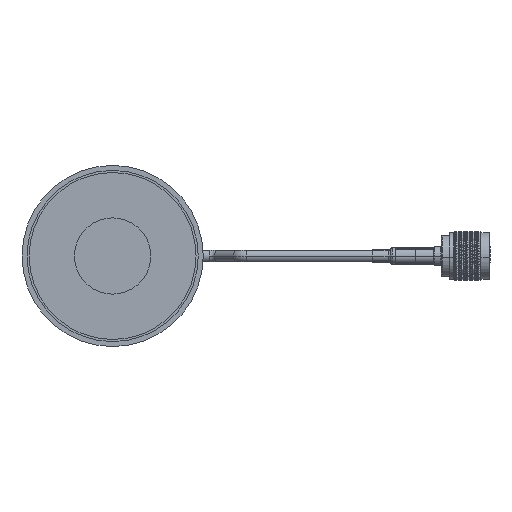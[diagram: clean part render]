
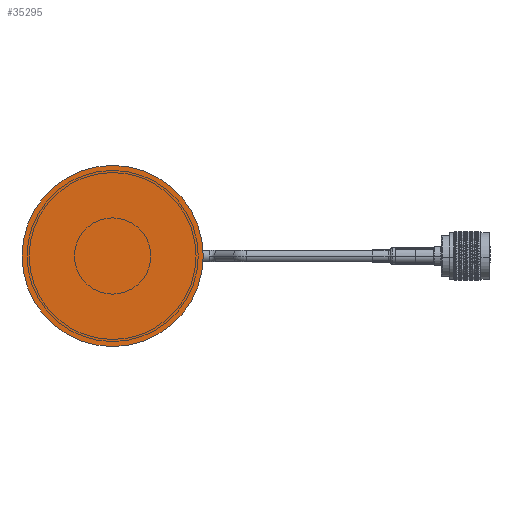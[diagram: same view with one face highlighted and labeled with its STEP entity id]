
A CAD part, front view. The second image highlights one B-rep face of the part: STEP entity #35295.
In plain terms, the highlighted planar face has unit normal (0, -1, 0).
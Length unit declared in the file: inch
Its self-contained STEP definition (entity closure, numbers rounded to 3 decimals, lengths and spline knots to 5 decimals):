
#1608 = PLANE ( 'NONE',  #104396 ) ;
#8276 = CARTESIAN_POINT ( 'NONE',  ( 0., -0.00984, -1.49606 ) ) ;
#9800 = EDGE_CURVE ( 'NONE', #80653, #15546, #14006, .T. ) ;
#10685 = DIRECTION ( 'NONE',  ( 0., 0., -1. ) ) ;
#11268 = DIRECTION ( 'NONE',  ( 0., 1., 0. ) ) ;
#14006 = CIRCLE ( 'NONE', #67205, 1.49606 ) ;
#15546 = VERTEX_POINT ( 'NONE', #8276 ) ;
#17255 = CIRCLE ( 'NONE', #32744, 1.49606 ) ;
#25521 = ORIENTED_EDGE ( 'NONE', *, *, #76559, .F. ) ;
#30783 = DIRECTION ( 'NONE',  ( 0., 0., -1. ) ) ;
#32744 = AXIS2_PLACEMENT_3D ( 'NONE', #51577, #84322, #10685 ) ;
#35295 = ADVANCED_FACE ( 'NONE', ( #60780 ), #1608, .F. ) ;
#51577 = CARTESIAN_POINT ( 'NONE',  ( 0., -0.00984, 0. ) ) ;
#60033 = EDGE_LOOP ( 'NONE', ( #25521, #84132 ) ) ;
#60780 = FACE_OUTER_BOUND ( 'NONE', #60033, .T. ) ;
#67205 = AXIS2_PLACEMENT_3D ( 'NONE', #88304, #102835, #30783 ) ;
#76559 = EDGE_CURVE ( 'NONE', #15546, #80653, #17255, .T. ) ;
#80653 = VERTEX_POINT ( 'NONE', #91581 ) ;
#84132 = ORIENTED_EDGE ( 'NONE', *, *, #9800, .F. ) ;
#84322 = DIRECTION ( 'NONE',  ( 0., 1., 0. ) ) ;
#88304 = CARTESIAN_POINT ( 'NONE',  ( 0., -0.00984, 0. ) ) ;
#91349 = CARTESIAN_POINT ( 'NONE',  ( 0., -0.00984, 0. ) ) ;
#91581 = CARTESIAN_POINT ( 'NONE',  ( 0., -0.00984, 1.49606 ) ) ;
#102082 = DIRECTION ( 'NONE',  ( 0., 0., 1. ) ) ;
#102835 = DIRECTION ( 'NONE',  ( 0., 1., 0. ) ) ;
#104396 = AXIS2_PLACEMENT_3D ( 'NONE', #91349, #11268, #102082 ) ;
